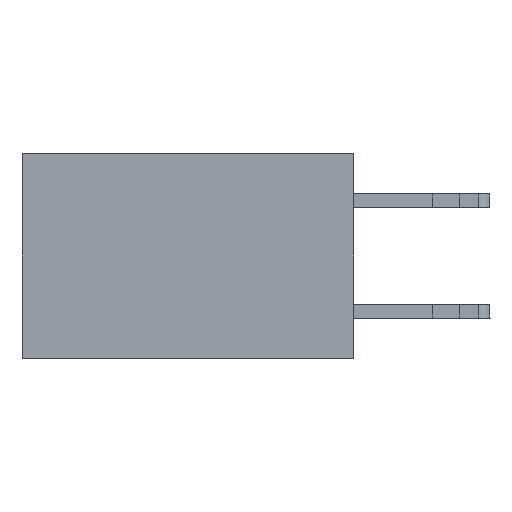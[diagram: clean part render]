
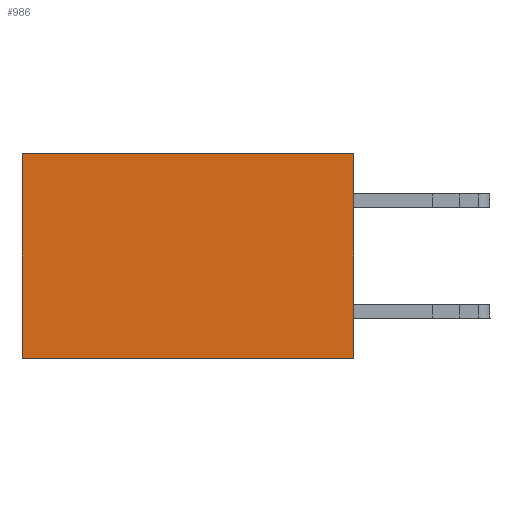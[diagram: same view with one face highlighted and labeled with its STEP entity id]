
A CAD part, left-side view. The second image highlights one B-rep face of the part: STEP entity #986.
In plain terms, the highlighted planar face has unit normal (-1, 0, 0).
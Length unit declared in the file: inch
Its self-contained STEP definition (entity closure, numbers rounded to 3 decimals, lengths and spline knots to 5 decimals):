
#986 = ADVANCED_FACE ( 'NONE', ( #10391 ), #10591, .F. ) ;
#1137 = EDGE_CURVE ( 'NONE', #9857, #10236, #4926, .T. ) ;
#1467 = CARTESIAN_POINT ( 'NONE',  ( 0.2875, 0., 0. ) ) ;
#1909 = VECTOR ( 'NONE', #17015, 39.37008 ) ;
#3386 = CARTESIAN_POINT ( 'NONE',  ( 0.2875, 0.6, 0. ) ) ;
#3439 = ORIENTED_EDGE ( 'NONE', *, *, #4516, .F. ) ;
#3585 = CARTESIAN_POINT ( 'NONE',  ( 0.2875, 0., -0.37 ) ) ;
#3916 = VERTEX_POINT ( 'NONE', #1467 ) ;
#4324 = CARTESIAN_POINT ( 'NONE',  ( 0.2875, 0., 0. ) ) ;
#4516 = EDGE_CURVE ( 'NONE', #14647, #10236, #19084, .T. ) ;
#4926 = LINE ( 'NONE', #3386, #16751 ) ;
#6047 = EDGE_CURVE ( 'NONE', #3916, #14647, #9253, .T. ) ;
#6097 = CARTESIAN_POINT ( 'NONE',  ( 0.2875, 0.6, -0.37 ) ) ;
#6575 = DIRECTION ( 'NONE',  ( 0., 0., -1. ) ) ;
#8178 = EDGE_CURVE ( 'NONE', #3916, #9857, #19751, .T. ) ;
#9065 = DIRECTION ( 'NONE',  ( 0., 0., -1. ) ) ;
#9253 = LINE ( 'NONE', #19812, #1909 ) ;
#9857 = VERTEX_POINT ( 'NONE', #14503 ) ;
#10236 = VERTEX_POINT ( 'NONE', #6097 ) ;
#10391 = FACE_OUTER_BOUND ( 'NONE', #14725, .T. ) ;
#10591 = PLANE ( 'NONE',  #14120 ) ;
#11376 = ORIENTED_EDGE ( 'NONE', *, *, #6047, .F. ) ;
#11397 = DIRECTION ( 'NONE',  ( 0., 1., 0. ) ) ;
#11666 = DIRECTION ( 'NONE',  ( 0., 1., 0. ) ) ;
#11863 = CARTESIAN_POINT ( 'NONE',  ( 0.2875, 0., 0. ) ) ;
#12184 = VECTOR ( 'NONE', #11666, 39.37008 ) ;
#14120 = AXIS2_PLACEMENT_3D ( 'NONE', #4324, #16616, #9065 ) ;
#14157 = CARTESIAN_POINT ( 'NONE',  ( 0.2875, 0., -0.37 ) ) ;
#14503 = CARTESIAN_POINT ( 'NONE',  ( 0.2875, 0.6, 0. ) ) ;
#14647 = VERTEX_POINT ( 'NONE', #3585 ) ;
#14725 = EDGE_LOOP ( 'NONE', ( #18074, #3439, #11376, #16435 ) ) ;
#14886 = VECTOR ( 'NONE', #11397, 39.37008 ) ;
#16435 = ORIENTED_EDGE ( 'NONE', *, *, #8178, .T. ) ;
#16616 = DIRECTION ( 'NONE',  ( 1., 0., 0. ) ) ;
#16751 = VECTOR ( 'NONE', #6575, 39.37008 ) ;
#17015 = DIRECTION ( 'NONE',  ( 0., 0., -1. ) ) ;
#18074 = ORIENTED_EDGE ( 'NONE', *, *, #1137, .T. ) ;
#19084 = LINE ( 'NONE', #14157, #14886 ) ;
#19751 = LINE ( 'NONE', #11863, #12184 ) ;
#19812 = CARTESIAN_POINT ( 'NONE',  ( 0.2875, 0., 0. ) ) ;
